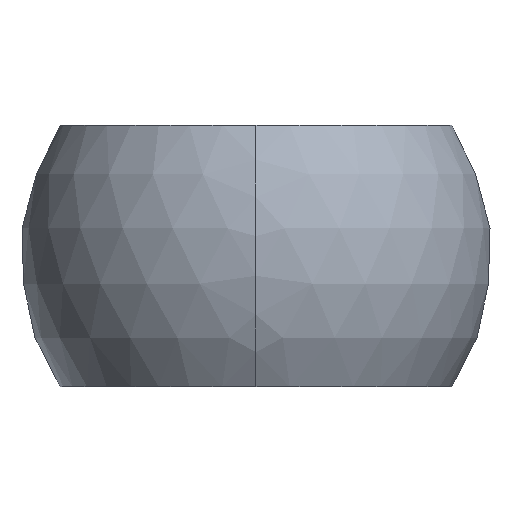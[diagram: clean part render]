
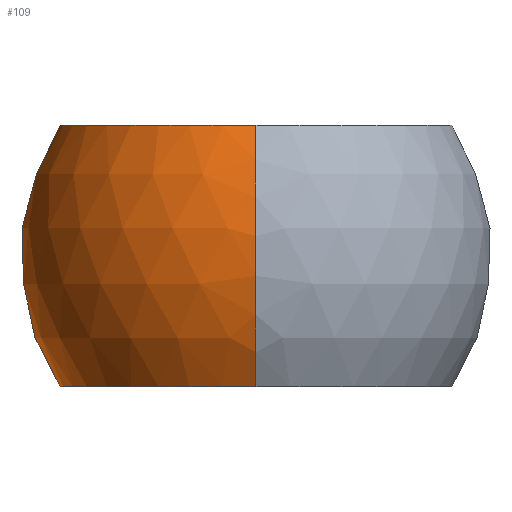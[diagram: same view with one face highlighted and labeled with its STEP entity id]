
A CAD part, left-side view. The second image highlights one B-rep face of the part: STEP entity #109.
In plain terms, the highlighted spherical face has radius 22.5 mm.
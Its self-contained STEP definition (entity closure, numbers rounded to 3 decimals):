
#109=ADVANCED_FACE('',(#296),#297,.T.);
#117=VERTEX_POINT('',#305);
#119=EDGE_CURVE('',#261,#139,#307,.T.);
#139=VERTEX_POINT('',#329);
#143=EDGE_CURVE('',#117,#157,#333,.T.);
#149=EDGE_CURVE('',#157,#261,#339,.T.);
#157=VERTEX_POINT('',#349);
#183=EDGE_CURVE('',#139,#117,#378,.T.);
#261=VERTEX_POINT('',#466);
#296=FACE_OUTER_BOUND('',#494,.T.);
#297=SPHERICAL_SURFACE('',#495,22.5);
#305=CARTESIAN_POINT('',(-18.708,0.,-12.5));
#307=CIRCLE('',#509,18.708);
#329=CARTESIAN_POINT('',(-18.708,0.,12.5));
#333=CIRCLE('',#543,18.708);
#339=CIRCLE('',#553,17.526);
#349=CARTESIAN_POINT('',(14.11,12.285,-12.5));
#378=CIRCLE('',#600,22.5);
#466=CARTESIAN_POINT('',(14.11,12.285,12.5));
#494=EDGE_LOOP('',(#953,#954,#955,#956));
#495=AXIS2_PLACEMENT_3D('',#957,#958,#959);
#509=AXIS2_PLACEMENT_3D('',#964,#965,#966);
#543=AXIS2_PLACEMENT_3D('',#1002,#1003,#1004);
#553=AXIS2_PLACEMENT_3D('',#1009,#1010,#1011);
#600=AXIS2_PLACEMENT_3D('',#1066,#1067,#1068);
#953=ORIENTED_EDGE('',*,*,#183,.F.);
#954=ORIENTED_EDGE('',*,*,#119,.F.);
#955=ORIENTED_EDGE('',*,*,#149,.F.);
#956=ORIENTED_EDGE('',*,*,#143,.F.);
#957=CARTESIAN_POINT('',(0.0,0.0,0.0));
#958=DIRECTION('',(0.0,0.0,1.0));
#959=DIRECTION('',(1.0,0.0,0.0));
#964=CARTESIAN_POINT('',(0.0,0.0,12.5));
#965=DIRECTION('',(0.0,-0.0,1.0));
#966=DIRECTION('',(0.0,1.0,0.0));
#1002=CARTESIAN_POINT('',(0.0,0.0,-12.5));
#1003=DIRECTION('',(-0.0,-0.0,-1.0));
#1004=DIRECTION('',(0.0,-1.0,0.0));
#1009=CARTESIAN_POINT('',(14.11,0.0,0.0));
#1010=DIRECTION('',(1.0,0.0,0.0));
#1011=DIRECTION('',(0.0,1.0,0.0));
#1066=CARTESIAN_POINT('',(0.0,0.0,0.0));
#1067=DIRECTION('',(0.,-1.0,0.0));
#1068=DIRECTION('',(0.0,0.0,1.0));
